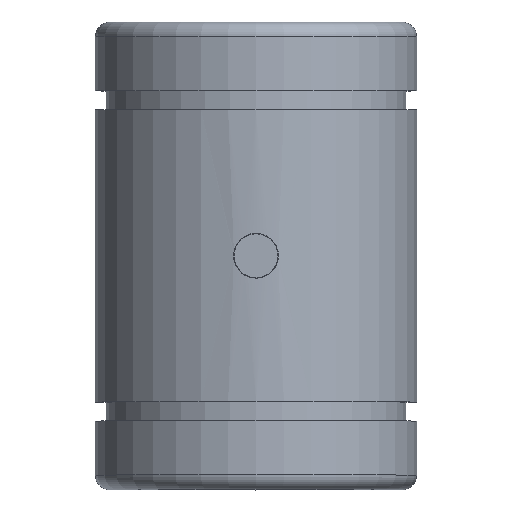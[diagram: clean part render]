
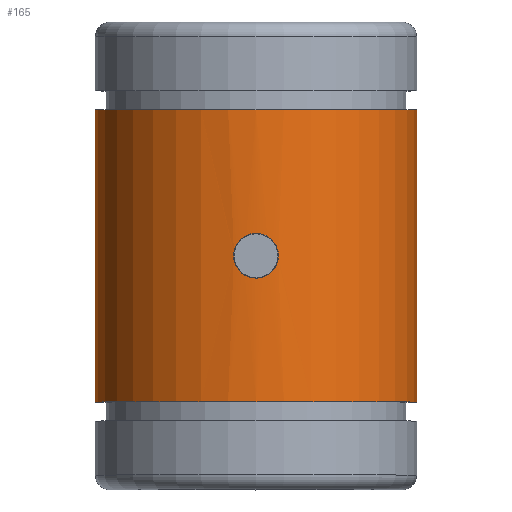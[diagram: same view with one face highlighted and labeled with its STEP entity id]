
A CAD part, top view. The second image highlights one B-rep face of the part: STEP entity #165.
In plain terms, the highlighted cylindrical face has radius 11 mm (diameter 22 mm), a partial arc.
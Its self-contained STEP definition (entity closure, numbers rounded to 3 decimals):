
#165=ADVANCED_FACE('',(#445,#446),#447,.T.);
#445=FACE_OUTER_BOUND('',#853,.T.);
#446=FACE_BOUND('',#854,.T.);
#447=CYLINDRICAL_SURFACE('',#855,11.0);
#853=EDGE_LOOP('',(#1289,#1290,#1291,#1292));
#854=EDGE_LOOP('',(#1293,#1294));
#855=AXIS2_PLACEMENT_3D('',#1295,#1296,#1297);
#1289=ORIENTED_EDGE('',*,*,#2396,.F.);
#1290=ORIENTED_EDGE('',*,*,#2397,.T.);
#1291=ORIENTED_EDGE('',*,*,#2398,.F.);
#1292=ORIENTED_EDGE('',*,*,#2399,.T.);
#1293=ORIENTED_EDGE('',*,*,#2378,.T.);
#1294=ORIENTED_EDGE('',*,*,#2400,.T.);
#1295=CARTESIAN_POINT('',(0.0,0.0,0.0));
#1296=DIRECTION('',(0.0,-1.0,0.0));
#1297=DIRECTION('',(1.0,0.0,0.0));
#2378=EDGE_CURVE('',#2827,#2824,#2828,.T.);
#2396=EDGE_CURVE('',#2859,#2860,#2861,.T.);
#2397=EDGE_CURVE('',#2859,#2862,#2863,.T.);
#2398=EDGE_CURVE('',#2864,#2862,#2865,.T.);
#2399=EDGE_CURVE('',#2864,#2860,#2866,.T.);
#2400=EDGE_CURVE('',#2824,#2827,#2867,.T.);
#2824=VERTEX_POINT('',#3463);
#2827=VERTEX_POINT('',#3467);
#2828=B_SPLINE_CURVE_WITH_KNOTS('',3,(#3468,#3469,#3470,#3471,#3472,#3473,#3474,#3475,#3476,#3477,#3478,#3479,#3480,#3481,#3482,#3483,#3484,#3485,#3486,#3487,#3488,#3489,#3490,#3491,#3492,#3493,#3494,#3495,#3496,#3497,#3498,#3499,#3500,#3501),.UNSPECIFIED.,.F.,.F.,(4,2,2,2,2,2,2,2,2,2,2,2,2,2,2,2,4),(0.0,0.289,0.579,0.868,1.158,1.447,1.737,2.026,2.315,2.605,2.894,3.184,3.473,3.762,4.052,4.341,4.631),.UNSPECIFIED.);
#2859=VERTEX_POINT('',#3598);
#2860=VERTEX_POINT('',#3599);
#2861=LINE('',#3600,#3601);
#2862=VERTEX_POINT('',#3602);
#2863=CIRCLE('',#3603,11.0);
#2864=VERTEX_POINT('',#3604);
#2865=LINE('',#3605,#3606);
#2866=CIRCLE('',#3607,11.0);
#2867=B_SPLINE_CURVE_WITH_KNOTS('',3,(#3608,#3609,#3610,#3611,#3612,#3613,#3614,#3615,#3616,#3617,#3618,#3619,#3620,#3621,#3622,#3623,#3624,#3625,#3626,#3627,#3628,#3629,#3630,#3631,#3632,#3633,#3634,#3635,#3636,#3637,#3638,#3639,#3640,#3641),.UNSPECIFIED.,.F.,.F.,(4,2,2,2,2,2,2,2,2,2,2,2,2,2,2,2,4),(4.631,4.92,5.21,5.499,5.788,6.078,6.367,6.657,6.946,7.235,7.525,7.814,8.104,8.393,8.683,8.972,9.261),.UNSPECIFIED.);
#3463=CARTESIAN_POINT('',(1.535,0.,10.892));
#3467=CARTESIAN_POINT('',(-1.535,0.0,10.892));
#3468=CARTESIAN_POINT('',(-1.535,0.0,10.892));
#3469=CARTESIAN_POINT('',(-1.535,0.096,10.892));
#3470=CARTESIAN_POINT('',(-1.525,0.196,10.894));
#3471=CARTESIAN_POINT('',(-1.486,0.395,10.899));
#3472=CARTESIAN_POINT('',(-1.457,0.493,10.903));
#3473=CARTESIAN_POINT('',(-1.378,0.682,10.913));
#3474=CARTESIAN_POINT('',(-1.33,0.773,10.919));
#3475=CARTESIAN_POINT('',(-1.217,0.94,10.933));
#3476=CARTESIAN_POINT('',(-1.153,1.017,10.94));
#3477=CARTESIAN_POINT('',(-1.017,1.153,10.953));
#3478=CARTESIAN_POINT('',(-0.94,1.217,10.96));
#3479=CARTESIAN_POINT('',(-0.773,1.33,10.973));
#3480=CARTESIAN_POINT('',(-0.682,1.378,10.979));
#3481=CARTESIAN_POINT('',(-0.493,1.457,10.989));
#3482=CARTESIAN_POINT('',(-0.395,1.486,10.993));
#3483=CARTESIAN_POINT('',(-0.196,1.525,10.999));
#3484=CARTESIAN_POINT('',(-0.096,1.535,11.0));
#3485=CARTESIAN_POINT('',(0.096,1.535,11.0));
#3486=CARTESIAN_POINT('',(0.196,1.525,10.999));
#3487=CARTESIAN_POINT('',(0.395,1.486,10.993));
#3488=CARTESIAN_POINT('',(0.493,1.457,10.989));
#3489=CARTESIAN_POINT('',(0.682,1.378,10.979));
#3490=CARTESIAN_POINT('',(0.773,1.33,10.973));
#3491=CARTESIAN_POINT('',(0.94,1.217,10.96));
#3492=CARTESIAN_POINT('',(1.017,1.153,10.953));
#3493=CARTESIAN_POINT('',(1.153,1.017,10.94));
#3494=CARTESIAN_POINT('',(1.217,0.94,10.933));
#3495=CARTESIAN_POINT('',(1.33,0.773,10.919));
#3496=CARTESIAN_POINT('',(1.378,0.682,10.913));
#3497=CARTESIAN_POINT('',(1.457,0.493,10.903));
#3498=CARTESIAN_POINT('',(1.486,0.395,10.899));
#3499=CARTESIAN_POINT('',(1.525,0.196,10.894));
#3500=CARTESIAN_POINT('',(1.535,0.096,10.892));
#3501=CARTESIAN_POINT('',(1.535,0.,10.892));
#3598=CARTESIAN_POINT('',(11.0,10.0,0.));
#3599=CARTESIAN_POINT('',(11.0,-10.0,0.));
#3600=CARTESIAN_POINT('',(11.0,0.0,0.));
#3601=VECTOR('',#4533,1.0);
#3602=CARTESIAN_POINT('',(-11.0,10.0,0.));
#3603=AXIS2_PLACEMENT_3D('',#4534,#4535,#4536);
#3604=CARTESIAN_POINT('',(-11.0,-10.0,0.));
#3605=CARTESIAN_POINT('',(-11.0,0.0,0.));
#3606=VECTOR('',#4537,1.0);
#3607=AXIS2_PLACEMENT_3D('',#4538,#4539,#4540);
#3608=CARTESIAN_POINT('',(1.535,0.0,10.892));
#3609=CARTESIAN_POINT('',(1.535,-0.096,10.892));
#3610=CARTESIAN_POINT('',(1.525,-0.196,10.894));
#3611=CARTESIAN_POINT('',(1.486,-0.395,10.899));
#3612=CARTESIAN_POINT('',(1.457,-0.493,10.903));
#3613=CARTESIAN_POINT('',(1.378,-0.682,10.913));
#3614=CARTESIAN_POINT('',(1.33,-0.773,10.919));
#3615=CARTESIAN_POINT('',(1.217,-0.94,10.933));
#3616=CARTESIAN_POINT('',(1.153,-1.017,10.94));
#3617=CARTESIAN_POINT('',(1.017,-1.153,10.953));
#3618=CARTESIAN_POINT('',(0.94,-1.217,10.96));
#3619=CARTESIAN_POINT('',(0.773,-1.33,10.973));
#3620=CARTESIAN_POINT('',(0.682,-1.378,10.979));
#3621=CARTESIAN_POINT('',(0.493,-1.457,10.989));
#3622=CARTESIAN_POINT('',(0.395,-1.486,10.993));
#3623=CARTESIAN_POINT('',(0.196,-1.525,10.999));
#3624=CARTESIAN_POINT('',(0.096,-1.535,11.0));
#3625=CARTESIAN_POINT('',(-0.096,-1.535,11.0));
#3626=CARTESIAN_POINT('',(-0.196,-1.525,10.999));
#3627=CARTESIAN_POINT('',(-0.395,-1.486,10.993));
#3628=CARTESIAN_POINT('',(-0.493,-1.457,10.989));
#3629=CARTESIAN_POINT('',(-0.682,-1.378,10.979));
#3630=CARTESIAN_POINT('',(-0.773,-1.33,10.973));
#3631=CARTESIAN_POINT('',(-0.94,-1.217,10.96));
#3632=CARTESIAN_POINT('',(-1.017,-1.153,10.953));
#3633=CARTESIAN_POINT('',(-1.153,-1.017,10.94));
#3634=CARTESIAN_POINT('',(-1.217,-0.94,10.933));
#3635=CARTESIAN_POINT('',(-1.33,-0.773,10.919));
#3636=CARTESIAN_POINT('',(-1.378,-0.682,10.913));
#3637=CARTESIAN_POINT('',(-1.457,-0.493,10.903));
#3638=CARTESIAN_POINT('',(-1.486,-0.395,10.899));
#3639=CARTESIAN_POINT('',(-1.525,-0.196,10.894));
#3640=CARTESIAN_POINT('',(-1.535,-0.096,10.892));
#3641=CARTESIAN_POINT('',(-1.535,0.0,10.892));
#4533=DIRECTION('',(0.0,-1.0,0.0));
#4534=CARTESIAN_POINT('',(0.0,10.0,0.0));
#4535=DIRECTION('',(0.0,-1.0,0.0));
#4536=DIRECTION('',(1.0,0.0,0.0));
#4537=DIRECTION('',(-0.0,1.0,-0.0));
#4538=CARTESIAN_POINT('',(0.0,-10.0,0.0));
#4539=DIRECTION('',(-0.0,1.0,0.0));
#4540=DIRECTION('',(1.0,0.0,0.0));
